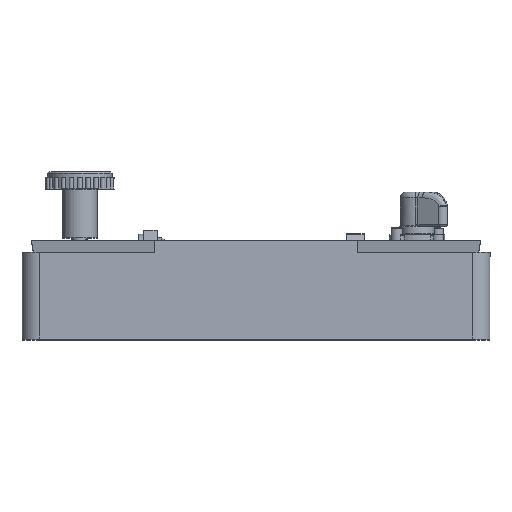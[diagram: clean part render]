
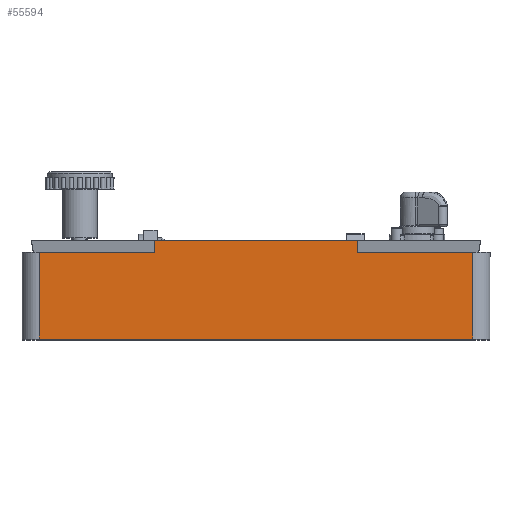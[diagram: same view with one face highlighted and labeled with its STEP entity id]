
A CAD part, left-side view. The second image highlights one B-rep face of the part: STEP entity #55594.
In plain terms, the highlighted planar face has unit normal (-1, 0, 0.005).
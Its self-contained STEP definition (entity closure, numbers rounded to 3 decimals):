
#4378=LINE('',#86549,#9708);
#4605=LINE('',#87556,#9935);
#4609=LINE('',#87566,#9939);
#4619=LINE('',#87591,#9949);
#4631=LINE('',#87624,#9961);
#4676=LINE('',#87724,#10006);
#4690=LINE('',#87755,#10020);
#4724=LINE('',#87851,#10054);
#9708=VECTOR('',#70654,17.5);
#9935=VECTOR('',#71715,1.);
#9939=VECTOR('',#71723,10.);
#9949=VECTOR('',#71749,1.);
#9961=VECTOR('',#71787,37.5);
#10006=VECTOR('',#71872,10.);
#10020=VECTOR('',#71906,7.5);
#10054=VECTOR('',#72048,7.5);
#12838=PLANE('',#59897);
#16109=FACE_OUTER_BOUND('',#19297,.T.);
#19297=EDGE_LOOP('',(#47053,#47054,#47055,#47056,#47057,#47058,#47059,#47060));
#26168=VERTEX_POINT('',#86546);
#26169=VERTEX_POINT('',#86548);
#26386=VERTEX_POINT('',#87554);
#26390=VERTEX_POINT('',#87564);
#26397=VERTEX_POINT('',#87590);
#26404=VERTEX_POINT('',#87621);
#26405=VERTEX_POINT('',#87623);
#26438=VERTEX_POINT('',#87717);
#32990=EDGE_CURVE('',#26169,#26168,#4378,.T.);
#33427=EDGE_CURVE('',#26168,#26386,#4605,.T.);
#33432=EDGE_CURVE('',#26386,#26390,#4609,.T.);
#33444=EDGE_CURVE('',#26397,#26169,#4619,.T.);
#33459=EDGE_CURVE('',#26404,#26405,#4631,.T.);
#33510=EDGE_CURVE('',#26438,#26397,#4676,.T.);
#33526=EDGE_CURVE('',#26404,#26438,#4690,.T.);
#33568=EDGE_CURVE('',#26405,#26390,#4724,.T.);
#47053=ORIENTED_EDGE('',*,*,#33432,.T.);
#47054=ORIENTED_EDGE('',*,*,#33568,.F.);
#47055=ORIENTED_EDGE('',*,*,#33459,.F.);
#47056=ORIENTED_EDGE('',*,*,#33526,.T.);
#47057=ORIENTED_EDGE('',*,*,#33510,.T.);
#47058=ORIENTED_EDGE('',*,*,#33444,.T.);
#47059=ORIENTED_EDGE('',*,*,#32990,.T.);
#47060=ORIENTED_EDGE('',*,*,#33427,.T.);
#55594=ADVANCED_FACE('',(#16109),#12838,.T.);
#59897=AXIS2_PLACEMENT_3D('',#87850,#72046,#72047);
#70654=DIRECTION('',(0.,1.,0.));
#71715=DIRECTION('',(-0.005,0.,-1.));
#71723=DIRECTION('',(0.,1.,0.));
#71749=DIRECTION('',(0.005,0.,1.));
#71787=DIRECTION('',(0.,1.,0.));
#71872=DIRECTION('',(0.,1.,0.));
#71906=DIRECTION('',(0.005,0.,1.));
#72046=DIRECTION('center_axis',(-1.,0.,
0.005));
#72047=DIRECTION('ref_axis',(0.005,0.,1.));
#72048=DIRECTION('',(0.005,0.,1.));
#86546=CARTESIAN_POINT('',(-6.601,22.852,42.37));
#86548=CARTESIAN_POINT('',(-6.601,5.352,42.37));
#86549=CARTESIAN_POINT('',(-6.601,-4.648,42.37));
#87554=CARTESIAN_POINT('',(-6.605,22.852,41.37));
#87556=CARTESIAN_POINT('',(-6.621,22.852,37.86));
#87564=CARTESIAN_POINT('',(-6.605,32.852,41.37));
#87566=CARTESIAN_POINT('',(-6.605,14.852,41.37));
#87590=CARTESIAN_POINT('',(-6.605,5.352,41.37));
#87591=CARTESIAN_POINT('',(-6.621,5.352,37.86));
#87621=CARTESIAN_POINT('',(-6.64,-4.648,33.87));
#87623=CARTESIAN_POINT('',(-6.64,32.852,33.87));
#87624=CARTESIAN_POINT('',(-6.64,-4.648,33.87));
#87717=CARTESIAN_POINT('',(-6.605,-4.648,41.37));
#87724=CARTESIAN_POINT('',(-6.605,-5.398,41.37));
#87755=CARTESIAN_POINT('',(-6.64,-4.648,33.87));
#87850=CARTESIAN_POINT('Origin',(-6.64,-4.648,33.87));
#87851=CARTESIAN_POINT('',(-6.64,32.852,33.87));
